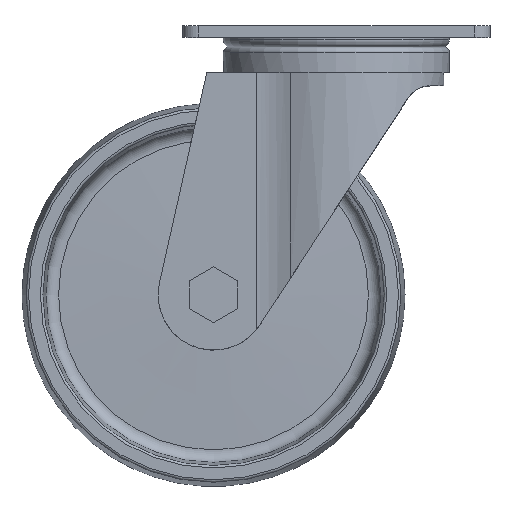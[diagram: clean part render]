
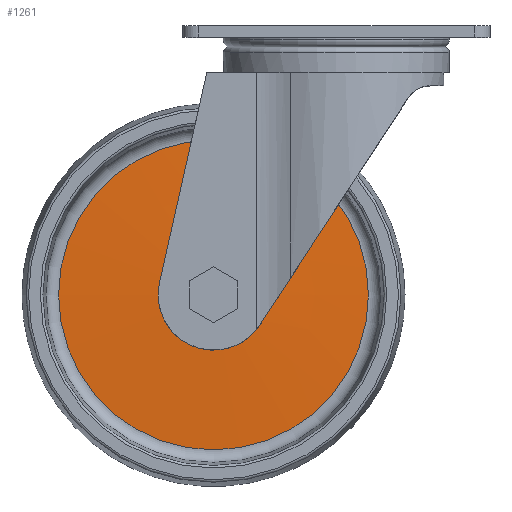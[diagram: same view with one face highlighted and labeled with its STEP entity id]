
A CAD part, top view. The second image highlights one B-rep face of the part: STEP entity #1261.
In plain terms, the highlighted conical face has half-angle 88 degrees and reference radius 50.436 mm.
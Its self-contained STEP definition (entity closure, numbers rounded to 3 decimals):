
#27=CONICAL_SURFACE('',#1421,50.436,1.536);
#562=ORIENTED_EDGE('',*,*,#726,.T.);
#563=ORIENTED_EDGE('',*,*,#725,.F.);
#725=EDGE_CURVE('',#844,#844,#907,.T.);
#726=EDGE_CURVE('',#845,#845,#908,.T.);
#844=VERTEX_POINT('',#2189);
#845=VERTEX_POINT('',#2192);
#907=CIRCLE('',#1420,50.436);
#908=CIRCLE('',#1422,15.54);
#1029=EDGE_LOOP('',(#562));
#1030=EDGE_LOOP('',(#563));
#1155=FACE_BOUND('',#1029,.T.);
#1156=FACE_BOUND('',#1030,.T.);
#1261=ADVANCED_FACE('',(#1155,#1156),#27,.T.);
#1420=AXIS2_PLACEMENT_3D('',#2188,#1794,#1795);
#1421=AXIS2_PLACEMENT_3D('',#2190,#1796,#1797);
#1422=AXIS2_PLACEMENT_3D('',#2191,#1798,#1799);
#1794=DIRECTION('',(0.,0.,-1.));
#1795=DIRECTION('',(-1.,0.,0.));
#1796=DIRECTION('',(0.,0.,-1.));
#1797=DIRECTION('',(-1.,0.,0.));
#1798=DIRECTION('',(0.,0.,-1.));
#1799=DIRECTION('',(-1.,0.,0.));
#2188=CARTESIAN_POINT('',(0.,0.,4.182));
#2189=CARTESIAN_POINT('',(-50.436,0.,4.182));
#2190=CARTESIAN_POINT('',(0.,0.,4.182));
#2191=CARTESIAN_POINT('',(0.,0.,5.401));
#2192=CARTESIAN_POINT('',(-15.54,0.,5.401));
